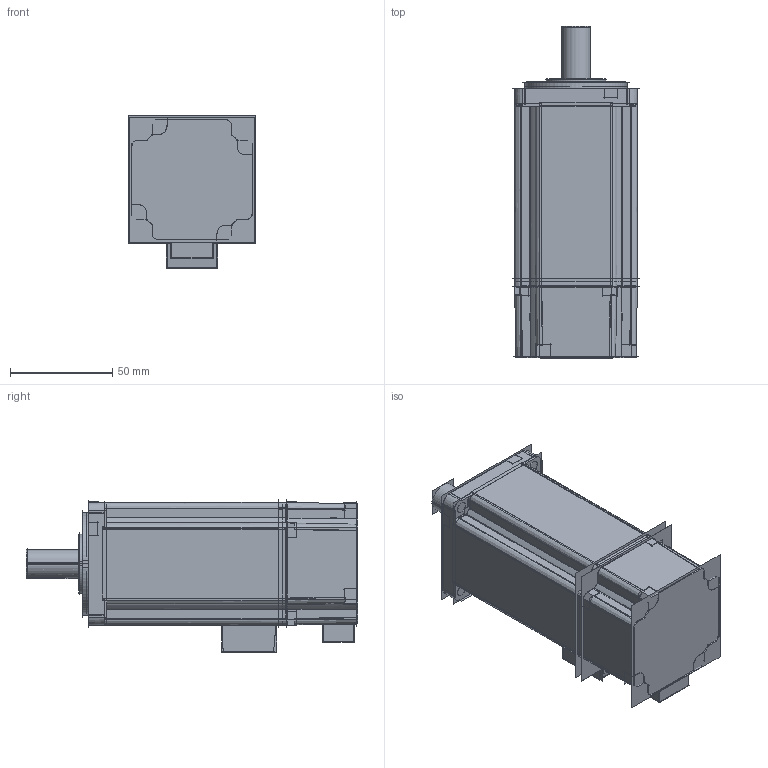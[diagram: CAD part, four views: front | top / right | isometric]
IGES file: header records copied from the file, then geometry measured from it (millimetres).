
Start section:  PTC IGES file: ecma_cx0604gs.igs
Global section: file name: ecma_cx0604gs.igs; native system: Pro/ENGINEER by Parametric Technology Corporation; preprocessor: 2006320; author: CINDY.FU; organization: Unknown; date: 20110214.192247; units: millimetre
Bounding box: 62.4 x 161.92 x 74.31 mm (x, y, z)
Surface area: 902246.2 mm2
Topology: 5 solids, 6 shells, 466 faces, 2949 edges, 4109 vertices
Faces by surface type: bspline 240, revolution 226
